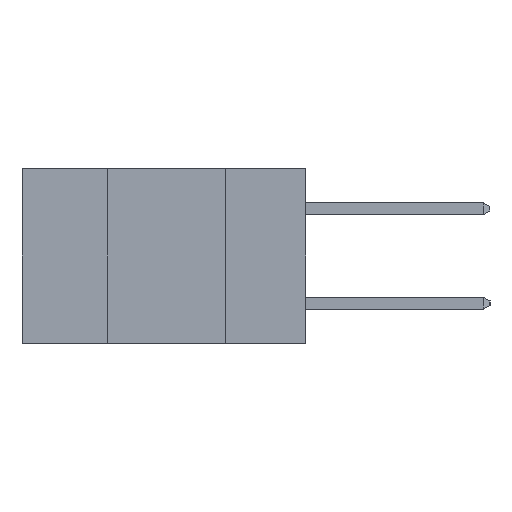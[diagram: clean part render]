
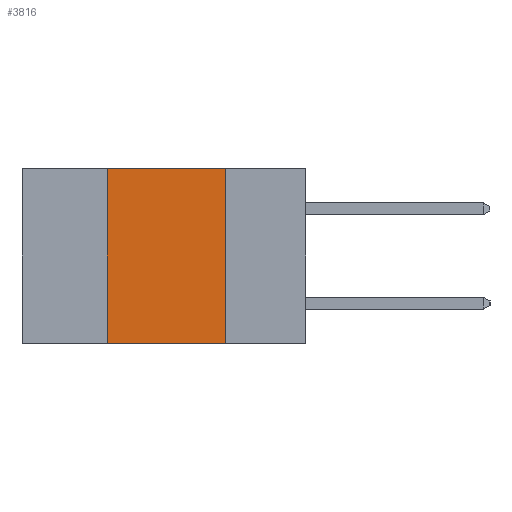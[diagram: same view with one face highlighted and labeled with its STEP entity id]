
A CAD part, left-side view. The second image highlights one B-rep face of the part: STEP entity #3816.
In plain terms, the highlighted planar face has unit normal (-1, 0, 0).
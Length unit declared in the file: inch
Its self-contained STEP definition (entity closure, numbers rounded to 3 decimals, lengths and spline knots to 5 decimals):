
#294 = AXIS2_PLACEMENT_3D ( 'NONE', #3739, #3679, #3850 ) ;
#859 = ORIENTED_EDGE ( 'NONE', *, *, #7186, .F. ) ;
#950 = VERTEX_POINT ( 'NONE', #12283 ) ;
#1685 = VERTEX_POINT ( 'NONE', #4943 ) ;
#1798 = LINE ( 'NONE', #7736, #11547 ) ;
#2164 = ORIENTED_EDGE ( 'NONE', *, *, #11164, .T. ) ;
#2720 = EDGE_CURVE ( 'NONE', #8449, #1685, #9583, .T. ) ;
#3523 = CARTESIAN_POINT ( 'NONE',  ( 0., 0.42, -0.37 ) ) ;
#3679 = DIRECTION ( 'NONE',  ( 1., 0., 0. ) ) ;
#3739 = CARTESIAN_POINT ( 'NONE',  ( 0., 0.6, 0. ) ) ;
#3753 = PLANE ( 'NONE',  #294 ) ;
#3816 = ADVANCED_FACE ( 'NONE', ( #9113 ), #3753, .F. ) ;
#3850 = DIRECTION ( 'NONE',  ( 0., 0., -1. ) ) ;
#3873 = ORIENTED_EDGE ( 'NONE', *, *, #2720, .F. ) ;
#4734 = VECTOR ( 'NONE', #12019, 39.37008 ) ;
#4943 = CARTESIAN_POINT ( 'NONE',  ( 0., 0.42, 0. ) ) ;
#6827 = VECTOR ( 'NONE', #10411, 39.37008 ) ;
#6829 = VERTEX_POINT ( 'NONE', #9718 ) ;
#7118 = LINE ( 'NONE', #10421, #6827 ) ;
#7186 = EDGE_CURVE ( 'NONE', #1685, #6829, #1798, .T. ) ;
#7558 = DIRECTION ( 'NONE',  ( 0., -1., 0. ) ) ;
#7736 = CARTESIAN_POINT ( 'NONE',  ( 0., 0.6, 0. ) ) ;
#8449 = VERTEX_POINT ( 'NONE', #9566 ) ;
#9113 = FACE_OUTER_BOUND ( 'NONE', #9708, .T. ) ;
#9566 = CARTESIAN_POINT ( 'NONE',  ( 0., 0.42, -0.37 ) ) ;
#9583 = LINE ( 'NONE', #3523, #11664 ) ;
#9708 = EDGE_LOOP ( 'NONE', ( #11408, #859, #3873, #2164 ) ) ;
#9718 = CARTESIAN_POINT ( 'NONE',  ( 0., 0.17, 0. ) ) ;
#10411 = DIRECTION ( 'NONE',  ( 0., -1., 0. ) ) ;
#10421 = CARTESIAN_POINT ( 'NONE',  ( 0., 0.6, -0.37 ) ) ;
#10924 = EDGE_CURVE ( 'NONE', #6829, #950, #12138, .T. ) ;
#11164 = EDGE_CURVE ( 'NONE', #8449, #950, #7118, .T. ) ;
#11408 = ORIENTED_EDGE ( 'NONE', *, *, #10924, .F. ) ;
#11547 = VECTOR ( 'NONE', #7558, 39.37008 ) ;
#11664 = VECTOR ( 'NONE', #12020, 39.37008 ) ;
#12019 = DIRECTION ( 'NONE',  ( 0., 0., -1. ) ) ;
#12020 = DIRECTION ( 'NONE',  ( 0., 0., 1. ) ) ;
#12033 = CARTESIAN_POINT ( 'NONE',  ( 0., 0.17, -0.37 ) ) ;
#12138 = LINE ( 'NONE', #12033, #4734 ) ;
#12283 = CARTESIAN_POINT ( 'NONE',  ( 0., 0.17, -0.37 ) ) ;
